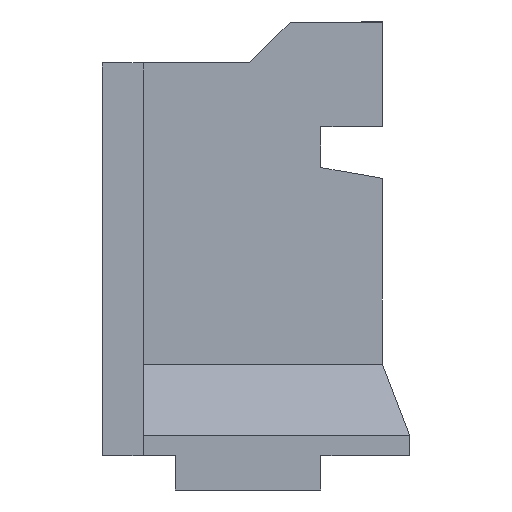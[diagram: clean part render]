
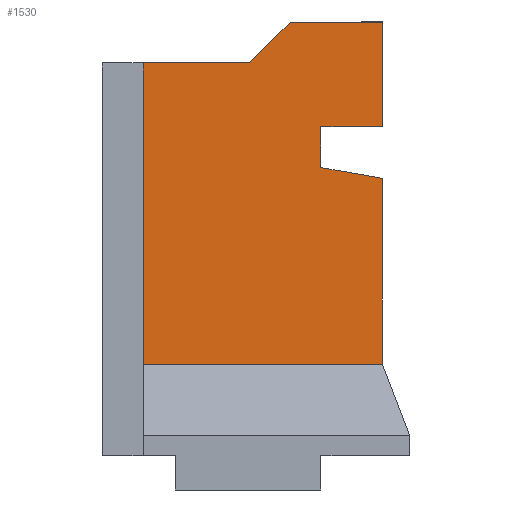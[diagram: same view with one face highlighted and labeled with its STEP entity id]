
A CAD part, left-side view. The second image highlights one B-rep face of the part: STEP entity #1530.
In plain terms, the highlighted planar face has unit normal (-1, 0, 0).
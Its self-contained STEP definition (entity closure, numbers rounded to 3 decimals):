
#941 = VERTEX_POINT ( 'NONE', #5468 ) ;
#950 = EDGE_CURVE ( 'NONE', #952, #941, #5467, .T. ) ;
#952 = VERTEX_POINT ( 'NONE', #5459 ) ;
#1351 = VERTEX_POINT ( 'NONE', #5552 ) ;
#1353 = EDGE_CURVE ( 'NONE', #1351, #1510, #5551, .T. ) ;
#1384 = EDGE_CURVE ( 'NONE', #1385, #1453, #5619, .T. ) ;
#1385 = VERTEX_POINT ( 'NONE', #5615 ) ;
#1402 = VERTEX_POINT ( 'NONE', #5650 ) ;
#1404 = EDGE_CURVE ( 'NONE', #1402, #1385, #5649, .T. ) ;
#1453 = VERTEX_POINT ( 'NONE', #2290 ) ;
#1492 = VERTEX_POINT ( 'NONE', #2311 ) ;
#1494 = EDGE_CURVE ( 'NONE', #1492, #1402, #2310, .T. ) ;
#1502 = VERTEX_POINT ( 'NONE', #2355 ) ;
#1504 = EDGE_CURVE ( 'NONE', #1502, #1492, #2354, .T. ) ;
#1506 = EDGE_CURVE ( 'NONE', #941, #1351, #2350, .T. ) ;
#1510 = VERTEX_POINT ( 'NONE', #2341 ) ;
#1512 = EDGE_CURVE ( 'NONE', #1510, #1502, #2340, .T. ) ;
#1513 = ORIENTED_EDGE ( 'NONE', *, *, #1514, .F. ) ;
#1514 = EDGE_CURVE ( 'NONE', #1515, #952, #2336, .T. ) ;
#1515 = VERTEX_POINT ( 'NONE', #2332 ) ;
#1516 = ORIENTED_EDGE ( 'NONE', *, *, #1517, .T. ) ;
#1517 = EDGE_CURVE ( 'NONE', #1515, #1453, #2397, .T. ) ;
#1518 = ORIENTED_EDGE ( 'NONE', *, *, #1384, .F. ) ;
#1519 = ORIENTED_EDGE ( 'NONE', *, *, #1404, .F. ) ;
#1530 = ADVANCED_FACE ( 'NONE', ( #2373 ), #2372, .F. ) ;
#1531 = ORIENTED_EDGE ( 'NONE', *, *, #950, .F. ) ;
#1546 = ORIENTED_EDGE ( 'NONE', *, *, #1353, .F. ) ;
#1547 = ORIENTED_EDGE ( 'NONE', *, *, #1506, .F. ) ;
#1564 = EDGE_LOOP ( 'NONE', ( #1531, #1513, #1516, #1518, #1519, #1616, #1617, #1618, #1546, #1547 ) ) ;
#1616 = ORIENTED_EDGE ( 'NONE', *, *, #1494, .F. ) ;
#1617 = ORIENTED_EDGE ( 'NONE', *, *, #1504, .F. ) ;
#1618 = ORIENTED_EDGE ( 'NONE', *, *, #1512, .F. ) ;
#2290 = CARTESIAN_POINT ( 'NONE',  ( -17.55, 0.975, -1.586 ) ) ;
#2307 = DIRECTION ( 'NONE',  ( 0., 0., -1. ) ) ;
#2308 = VECTOR ( 'NONE', #2307, 1000. ) ;
#2309 = CARTESIAN_POINT ( 'NONE',  ( -17.55, 1.875, 1.295 ) ) ;
#2310 = LINE ( 'NONE', #2309, #2308 ) ;
#2311 = CARTESIAN_POINT ( 'NONE',  ( -17.55, 1.875, 1.895 ) ) ;
#2332 = CARTESIAN_POINT ( 'NONE',  ( -17.55, 4.475, -1.586 ) ) ;
#2333 = DIRECTION ( 'NONE',  ( 0., 0., 1. ) ) ;
#2334 = VECTOR ( 'NONE', #2333, 1000. ) ;
#2335 = CARTESIAN_POINT ( 'NONE',  ( -17.55, 4.475, -1.586 ) ) ;
#2336 = LINE ( 'NONE', #2335, #2334 ) ;
#2337 = DIRECTION ( 'NONE',  ( 0., 0., -1. ) ) ;
#2338 = VECTOR ( 'NONE', #2337, 1000. ) ;
#2339 = CARTESIAN_POINT ( 'NONE',  ( -17.55, 0.975, 1.895 ) ) ;
#2340 = LINE ( 'NONE', #2339, #2338 ) ;
#2341 = CARTESIAN_POINT ( 'NONE',  ( -17.55, 0.975, 3.425 ) ) ;
#2347 = DIRECTION ( 'NONE',  ( 0., -0.707, 0.707 ) ) ;
#2348 = VECTOR ( 'NONE', #2347, 1000. ) ;
#2349 = CARTESIAN_POINT ( 'NONE',  ( -17.55, 2.325, 3.425 ) ) ;
#2350 = LINE ( 'NONE', #2349, #2348 ) ;
#2351 = DIRECTION ( 'NONE',  ( 0., 1., 0. ) ) ;
#2352 = VECTOR ( 'NONE', #2351, 1000. ) ;
#2353 = CARTESIAN_POINT ( 'NONE',  ( -17.55, 1.875, 1.895 ) ) ;
#2354 = LINE ( 'NONE', #2353, #2352 ) ;
#2355 = CARTESIAN_POINT ( 'NONE',  ( -17.55, 0.975, 1.895 ) ) ;
#2368 = DIRECTION ( 'NONE',  ( 0., -1., 0. ) ) ;
#2369 = DIRECTION ( 'NONE',  ( 1., 0., 0. ) ) ;
#2370 = CARTESIAN_POINT ( 'NONE',  ( -17.55, 5.075, -1.586 ) ) ;
#2371 = AXIS2_PLACEMENT_3D ( 'NONE', #2370, #2369, #2368 ) ;
#2372 = PLANE ( 'NONE',  #2371 ) ;
#2373 = FACE_OUTER_BOUND ( 'NONE', #1564, .T. ) ;
#2394 = DIRECTION ( 'NONE',  ( 0., -1., 0. ) ) ;
#2395 = VECTOR ( 'NONE', #2394, 1000. ) ;
#2396 = CARTESIAN_POINT ( 'NONE',  ( -17.55, 5.075, -1.586 ) ) ;
#2397 = LINE ( 'NONE', #2396, #2395 ) ;
#5459 = CARTESIAN_POINT ( 'NONE',  ( -17.55, 4.475, 2.825 ) ) ;
#5464 = DIRECTION ( 'NONE',  ( 0., -1., 0. ) ) ;
#5465 = VECTOR ( 'NONE', #5464, 1000. ) ;
#5466 = CARTESIAN_POINT ( 'NONE',  ( -17.55, 2.925, 2.825 ) ) ;
#5467 = LINE ( 'NONE', #5466, #5465 ) ;
#5468 = CARTESIAN_POINT ( 'NONE',  ( -17.55, 2.925, 2.825 ) ) ;
#5548 = DIRECTION ( 'NONE',  ( 0., -1., 0. ) ) ;
#5549 = VECTOR ( 'NONE', #5548, 1000. ) ;
#5550 = CARTESIAN_POINT ( 'NONE',  ( -17.55, 5.075, 3.425 ) ) ;
#5551 = LINE ( 'NONE', #5550, #5549 ) ;
#5552 = CARTESIAN_POINT ( 'NONE',  ( -17.55, 2.325, 3.425 ) ) ;
#5615 = CARTESIAN_POINT ( 'NONE',  ( -17.55, 0.975, 1.136 ) ) ;
#5616 = DIRECTION ( 'NONE',  ( 0., 0., -1. ) ) ;
#5617 = VECTOR ( 'NONE', #5616, 1000. ) ;
#5618 = CARTESIAN_POINT ( 'NONE',  ( -17.55, 0.975, -0.138 ) ) ;
#5619 = LINE ( 'NONE', #5618, #5617 ) ;
#5646 = DIRECTION ( 'NONE',  ( 0., -0.985, -0.174 ) ) ;
#5647 = VECTOR ( 'NONE', #5646, 1000. ) ;
#5648 = CARTESIAN_POINT ( 'NONE',  ( -17.55, 0.975, 1.136 ) ) ;
#5649 = LINE ( 'NONE', #5648, #5647 ) ;
#5650 = CARTESIAN_POINT ( 'NONE',  ( -17.55, 1.875, 1.295 ) ) ;
